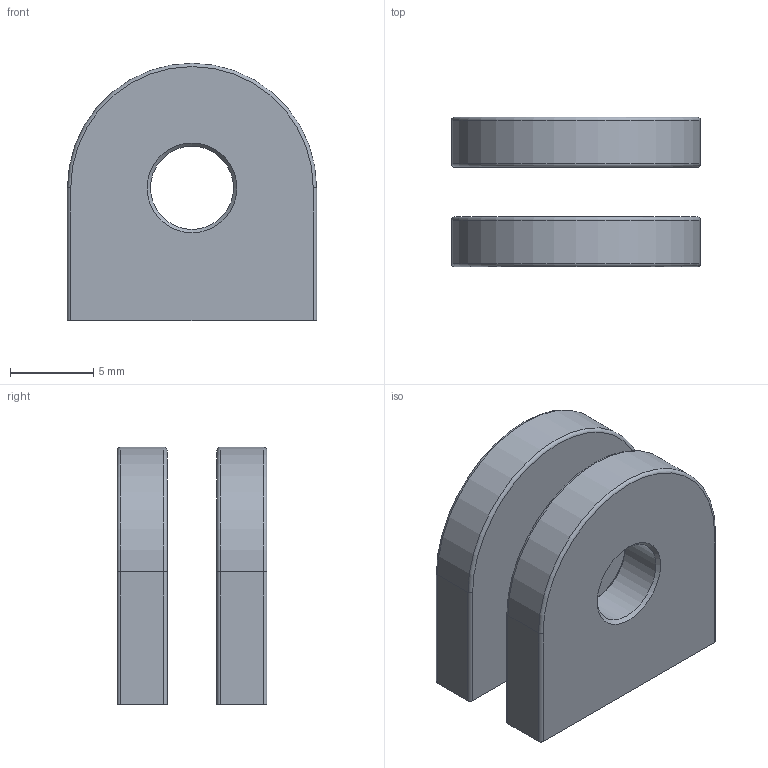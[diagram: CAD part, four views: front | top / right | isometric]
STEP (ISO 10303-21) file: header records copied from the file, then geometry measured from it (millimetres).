
FILE_DESCRIPTION(/* description */ (''),/* implementation_level */ '2;1');
FILE_NAME(/* name */ 'camera_bracket_male.stp',/* time_stamp */ '2019-07-07T14:32:27+02:00',/* author */ ('ZEUSLAP'),/* organization */ (''),/* preprocessor_version */ 'ST-DEVELOPER v16.13',/* originating_system */ 'Autodesk Inventor 2018',/* authorisation */ '');
FILE_SCHEMA (('AUTOMOTIVE_DESIGN { 1 0 10303 214 3 1 1 }'));
Length unit declared in the file: millimetre
Products named in the file (1): camera_bracket_male
Bounding box: 15 x 9 x 15.5 mm (x, y, z)
Volume: 1129.7 mm3; surface area: 1155.7 mm2
Topology: 2 solids, 2 shells, 30 faces, 66 edges, 40 vertices
Faces by surface type: cylinder 12, plane 10, torus 4, cone 4
Full cylindrical faces by diameter (mm): 5 x2
Entity records: 879 total; most frequent: DIRECTION 154, CARTESIAN_POINT 131, ORIENTED_EDGE 120, AXIS2_PLACEMENT_3D 63, EDGE_CURVE 60, EDGE_LOOP 40, VERTEX_POINT 40, CIRCLE 32
